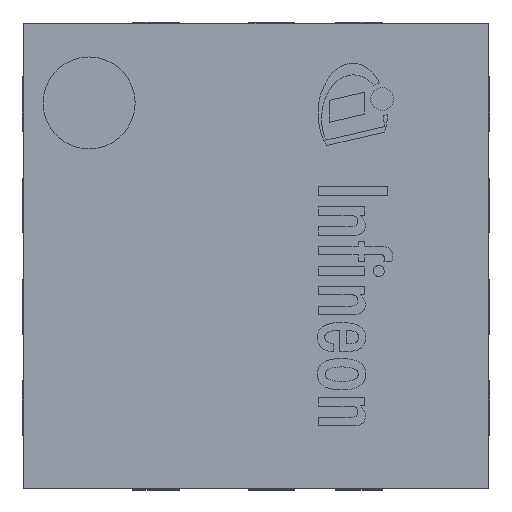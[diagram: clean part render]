
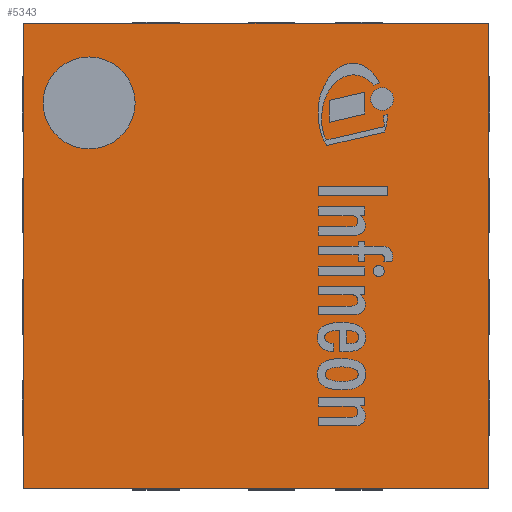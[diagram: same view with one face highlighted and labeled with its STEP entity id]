
A CAD part, top view. The second image highlights one B-rep face of the part: STEP entity #5343.
In plain terms, the highlighted planar face has unit normal (0, 0, 1).
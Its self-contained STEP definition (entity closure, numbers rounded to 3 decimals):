
#201=FACE_BOUND('',#825,.T.);
#509=FACE_OUTER_BOUND('',#824,.T.);
#824=EDGE_LOOP('',(#4832,#4833,#4834,#4835));
#825=EDGE_LOOP('',(#4836));
#1332=LINE('',#9070,#1846);
#1335=LINE('',#9076,#1849);
#1338=LINE('',#9082,#1852);
#1341=LINE('',#9086,#1855);
#1846=VECTOR('',#7504,1.);
#1849=VECTOR('',#7509,1.);
#1852=VECTOR('',#7514,1.);
#1855=VECTOR('',#7519,1.);
#2090=CIRCLE('',#5912,0.295);
#2582=VERTEX_POINT('',#9059);
#2585=VERTEX_POINT('',#9067);
#2586=VERTEX_POINT('',#9069);
#2588=VERTEX_POINT('',#9075);
#2590=VERTEX_POINT('',#9081);
#3327=EDGE_CURVE('',#2582,#2582,#2090,.T.);
#3330=EDGE_CURVE('',#2586,#2585,#1332,.T.);
#3333=EDGE_CURVE('',#2588,#2586,#1335,.T.);
#3336=EDGE_CURVE('',#2590,#2588,#1338,.T.);
#3339=EDGE_CURVE('',#2585,#2590,#1341,.T.);
#4832=ORIENTED_EDGE('',*,*,#3339,.T.);
#4833=ORIENTED_EDGE('',*,*,#3336,.T.);
#4834=ORIENTED_EDGE('',*,*,#3333,.T.);
#4835=ORIENTED_EDGE('',*,*,#3330,.T.);
#4836=ORIENTED_EDGE('',*,*,#3327,.T.);
#5033=PLANE('',#5919);
#5343=ADVANCED_FACE('',(#509,#201),#5033,.T.);
#5912=AXIS2_PLACEMENT_3D('',#9061,#7496,#7497);
#5919=AXIS2_PLACEMENT_3D('',#9088,#7522,#7523);
#7496=DIRECTION('center_axis',(0.,0.,-1.));
#7497=DIRECTION('ref_axis',(0.,1.,0.));
#7504=DIRECTION('',(1.,0.,0.));
#7509=DIRECTION('',(0.,-1.,0.));
#7514=DIRECTION('',(-1.,0.,0.));
#7519=DIRECTION('',(0.,1.,0.));
#7522=DIRECTION('center_axis',(0.,0.,1.));
#7523=DIRECTION('ref_axis',(0.,-1.,0.));
#9059=CARTESIAN_POINT('',(-1.07,0.685,0.85));
#9061=CARTESIAN_POINT('Origin',(-1.07,0.98,0.85));
#9067=CARTESIAN_POINT('',(1.49,-1.49,0.85));
#9069=CARTESIAN_POINT('',(-1.49,-1.49,0.85));
#9070=CARTESIAN_POINT('',(1.49,-1.49,0.85));
#9075=CARTESIAN_POINT('',(-1.49,1.49,0.85));
#9076=CARTESIAN_POINT('',(-1.49,-1.49,0.85));
#9081=CARTESIAN_POINT('',(1.49,1.49,0.85));
#9082=CARTESIAN_POINT('',(-1.49,1.49,0.85));
#9086=CARTESIAN_POINT('',(1.49,1.49,0.85));
#9088=CARTESIAN_POINT('Origin',(0.,0.,0.85));
